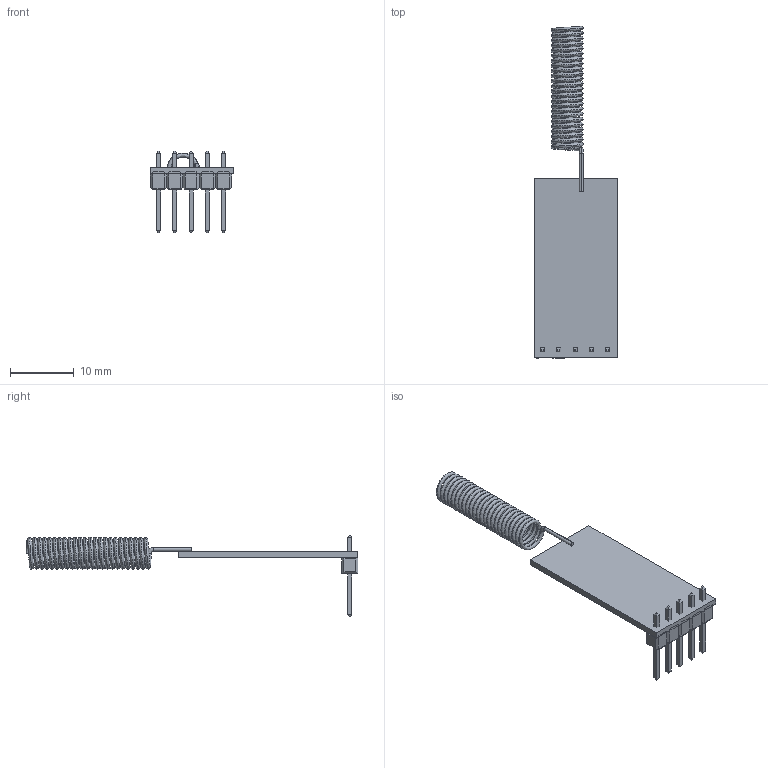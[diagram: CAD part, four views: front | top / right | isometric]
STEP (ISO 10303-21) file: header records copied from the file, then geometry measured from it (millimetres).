
FILE_DESCRIPTION (( 'STEP AP214' ), '1' );
FILE_NAME ('HC-12.STEP', '2022-11-22T20:13:56', ( '' ), ( '' ), 'SwSTEP 2.0', 'SolidWorks 2016', '' );
FILE_SCHEMA (( 'AUTOMOTIVE_DESIGN' ));
Length unit declared in the file: metre
Products named in the file (4): antenna_�� 㬮�砭��; Pin Header 1x5 TH Pitch 2.54mm_�� 㬮�砭��; HC-12; hc12pcb_�� 㬮�砭��
Assembly tree (3 placements, depth 2):
  HC-12
    antenna_�� 㬮�砭��
    hc12pcb_�� 㬮�砭��
    Pin Header 1x5 TH Pitch 2.54mm_�� 㬮�砭��
Bounding box: 13 x 51.9 x 12.7 mm (x, y, z)
Volume: 459.7 mm3; surface area: 1789.3 mm2
Topology: 2 solids, 12 shells, 200 faces, 513 edges, 322 vertices
Faces by surface type: plane 180, cylinder 12, bspline 8
Entity records: 13304 total; most frequent: CARTESIAN_POINT 8466, ORIENTED_EDGE 980, DIRECTION 877, EDGE_CURVE 513, LINE 451, VECTOR 451, VERTEX_POINT 322, AXIS2_PLACEMENT_3D 213
